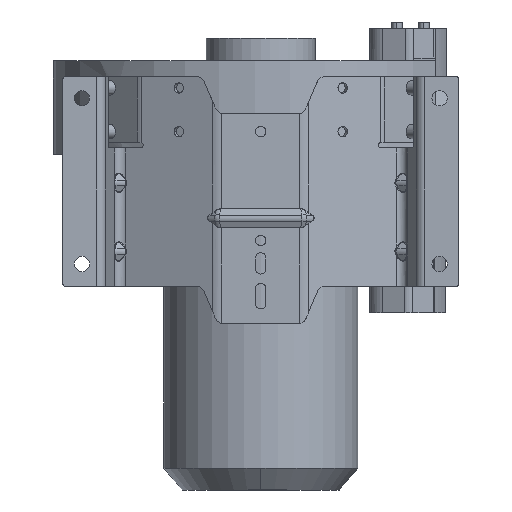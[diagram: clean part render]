
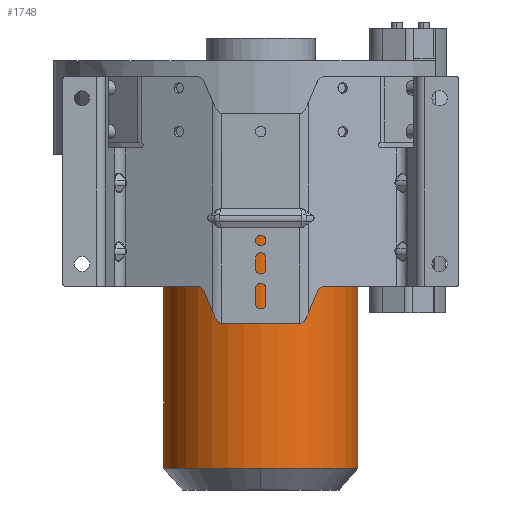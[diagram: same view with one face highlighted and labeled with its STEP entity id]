
A CAD part, front view. The second image highlights one B-rep face of the part: STEP entity #1748.
In plain terms, the highlighted cylindrical face has radius 89 mm (diameter 178 mm), a partial arc.
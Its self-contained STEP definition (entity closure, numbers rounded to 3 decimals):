
#559=CYLINDRICAL_SURFACE('',#9071,89.);
#908=CIRCLE('',#9068,89.);
#909=CIRCLE('',#9069,89.);
#910=CIRCLE('',#9070,89.);
#1262=FACE_OUTER_BOUND('',#2544,.T.);
#1748=ADVANCED_FACE('',(#1262),#559,.T.);
#2544=EDGE_LOOP('',(#3371,#3372,#3373,#3374,#3375));
#3371=ORIENTED_EDGE('',*,*,#6713,.F.);
#3372=ORIENTED_EDGE('',*,*,#6714,.T.);
#3373=ORIENTED_EDGE('',*,*,#6715,.T.);
#3374=ORIENTED_EDGE('',*,*,#6716,.F.);
#3375=ORIENTED_EDGE('',*,*,#6717,.F.);
#5820=VERTEX_POINT('',#12555);
#5821=VERTEX_POINT('',#12556);
#5822=VERTEX_POINT('',#12558);
#5823=VERTEX_POINT('',#12560);
#5824=VERTEX_POINT('',#12562);
#6713=EDGE_CURVE('',#5820,#5821,#7883,.T.);
#6714=EDGE_CURVE('',#5820,#5822,#908,.T.);
#6715=EDGE_CURVE('',#5822,#5823,#7884,.T.);
#6716=EDGE_CURVE('',#5824,#5823,#909,.T.);
#6717=EDGE_CURVE('',#5821,#5824,#910,.T.);
#7883=LINE('',#12554,#8438);
#7884=LINE('',#12559,#8439);
#8438=VECTOR('',#10231,1.);
#8439=VECTOR('',#10234,1.);
#9068=AXIS2_PLACEMENT_3D('',#12557,#10232,#10233);
#9069=AXIS2_PLACEMENT_3D('',#12561,#10235,#10236);
#9070=AXIS2_PLACEMENT_3D('',#12563,#10237,#10238);
#9071=AXIS2_PLACEMENT_3D('',#12564,#10239,#10240);
#10231=DIRECTION('',(0.,0.,-1.));
#10232=DIRECTION('',(0.,0.,-1.));
#10233=DIRECTION('',(1.,0.,0.));
#10234=DIRECTION('',(0.,0.,-1.));
#10235=DIRECTION('',(0.,0.,-1.));
#10236=DIRECTION('',(1.,0.,0.));
#10237=DIRECTION('',(0.,0.,-1.));
#10238=DIRECTION('',(1.,0.,0.));
#10239=DIRECTION('',(0.,0.,-1.));
#10240=DIRECTION('',(1.,0.,0.));
#12554=CARTESIAN_POINT('',(89.,0.,-40.8));
#12555=CARTESIAN_POINT('',(89.,0.,-40.8));
#12556=CARTESIAN_POINT('',(89.,0.,-328.699));
#12557=CARTESIAN_POINT('',(0.,0.,-40.8));
#12558=CARTESIAN_POINT('',(-89.,0.,-40.8));
#12559=CARTESIAN_POINT('',(-89.,0.,-40.8));
#12560=CARTESIAN_POINT('',(-89.,0.,-328.699));
#12561=CARTESIAN_POINT('',(0.,0.,-328.699));
#12562=CARTESIAN_POINT('',(0.,-89.,-328.699));
#12563=CARTESIAN_POINT('',(0.,0.,-328.699));
#12564=CARTESIAN_POINT('',(0.,0.,-40.8));
